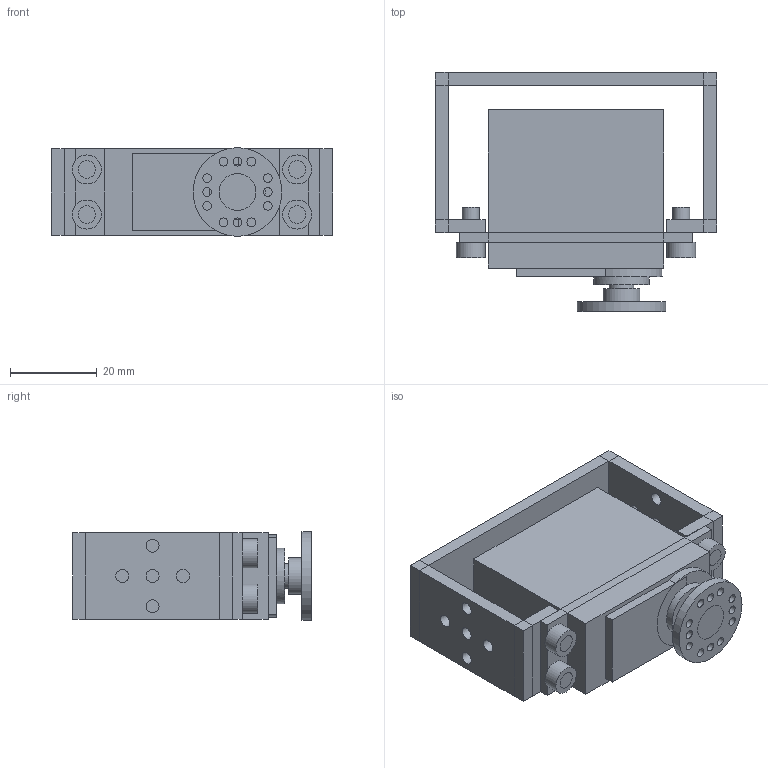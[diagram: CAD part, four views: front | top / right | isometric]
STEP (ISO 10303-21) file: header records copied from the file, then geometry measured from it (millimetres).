
FILE_DESCRIPTION(/* description */ (''),/* implementation_level */ '2;1');
FILE_NAME(/* name */ 'base mg996r 3mm frame.stp',/* time_stamp */ '2022-07-09T11:32:52-04:00',/* author */ ('isamu'),/* organization */ (''),/* preprocessor_version */ 'ST-DEVELOPER v18.1',/* originating_system */ 'Autodesk Inventor 2021',/* authorisation */ '');
FILE_SCHEMA (('AUTOMOTIVE_DESIGN { 1 0 10303 214 3 1 1 }'));
Products named in the file (5): base mg996r 3mm frame; servo-motor-mg996r servo; servo frame; servo handle 4; m4x8
Assembly tree (7 placements, depth 2):
  base mg996r 3mm frame
    servo-motor-mg996r servo
    servo frame
    servo handle 4
    m4x8  x4
Bounding box: 65 x 55.2 x 20.5 mm (x, y, z)
Volume: 41836.2 mm3; surface area: 16224 mm2
Topology: 7 solids, 7 shells, 134 faces, 357 edges, 250 vertices
Faces by surface type: plane 89, cylinder 45
Full cylindrical faces by diameter (mm): 2 x12, 3 x10, 4 x9, 4.3 x4, 5.6 x1, 5.7 x1, 6.7 x4, 8.5 x1, 12.8 x1, 20.5 x1
Entity records: 4240 total; most frequent: DIRECTION 734, CARTESIAN_POINT 676, ORIENTED_EDGE 648, EDGE_CURVE 324, AXIS2_PLACEMENT_3D 281, VERTEX_POINT 223, EDGE_LOOP 185, LINE 172
